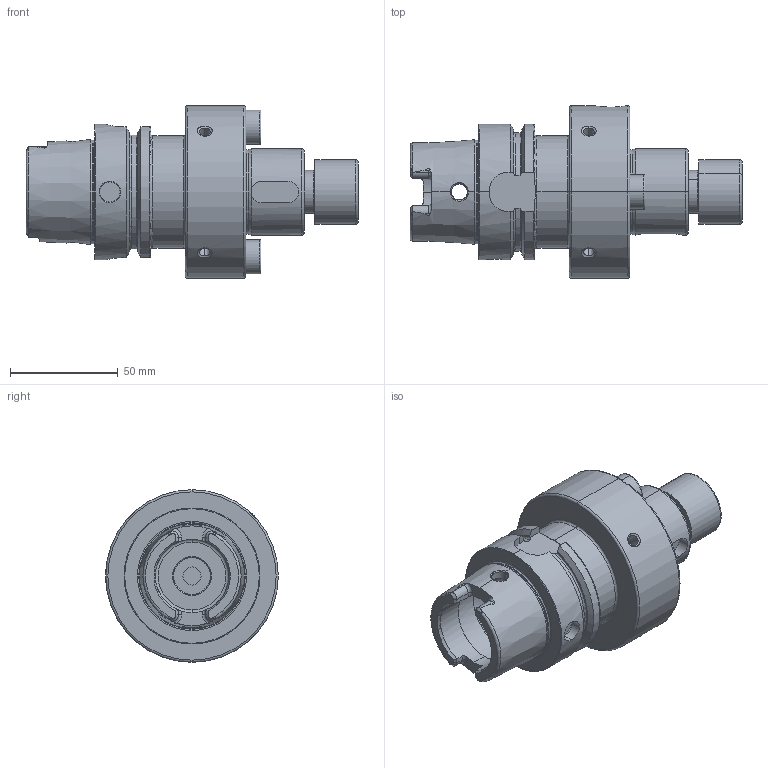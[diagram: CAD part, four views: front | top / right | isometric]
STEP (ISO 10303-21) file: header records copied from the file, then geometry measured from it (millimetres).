
FILE_DESCRIPTION (( 'STEP AP214' ), '1' );
FILE_NAME ('HA6.D40.K01.070.STEP', '2011-10-06T11:00:54', ( 'SwiAdmin' ), ( '' ), 'SwSTEP 2.0', 'SolidWorks 2011', '' );
FILE_SCHEMA (( 'AUTOMOTIVE_DESIGN' ));
Length unit declared in the file: millimetre
Products named in the file (4): D40-ER1.002.040_A_Default; D40-ER2.001.023_B; HA6-D40.K01.070_C_Fertigbearbeitung; HA6.D40.K01.070
Assembly tree (4 placements, depth 2):
  HA6.D40.K01.070
    D40-ER2.001.023_B  x2
    HA6-D40.K01.070_C_Fertigbearbeitung
    D40-ER1.002.040_A_Default
Bounding box: 153.9 x 80 x 80 mm (x, y, z)
Volume: 297846.9 mm3; surface area: 56738.6 mm2
Topology: 4 solids, 4 shells, 382 faces, 928 edges, 551 vertices
Faces by surface type: cylinder 113, plane 92, cone 90, torus 73, bspline 12, sphere 2
Entity records: 13510 total; most frequent: CARTESIAN_POINT 4220, ORIENTED_EDGE 1636, DIRECTION 1622, EDGE_CURVE 818, AXIS2_PLACEMENT_3D 668, VERTEX_POINT 500, EDGE_LOOP 370, FACE_OUTER_BOUND 342
